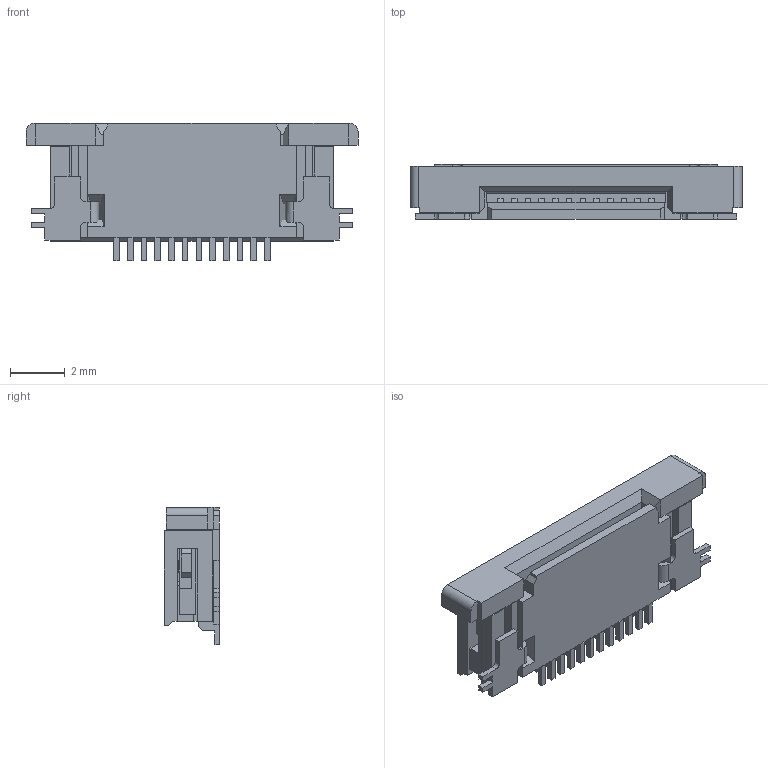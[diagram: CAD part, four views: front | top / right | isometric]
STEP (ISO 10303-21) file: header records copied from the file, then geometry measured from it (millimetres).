
FILE_DESCRIPTION(('STEP AP214'),'1');
FILE_NAME('52746-1271.stp','2020-08-31T19:19:20',('TraceParts'),('TraceParts S.A.'),'Spatial InterOp 3D',' ',' ');
FILE_SCHEMA(('AUTOMOTIVE_DESIGN { 1 0 10303 214 1 1 1 1 }'));
Length unit declared in the file: millimetre
Products named in the file (1): 52746-1271_1
Bounding box: 12.1 x 2.02 x 5 mm (x, y, z)
Volume: 72.1 mm3; surface area: 293.7 mm2
Topology: 1 solids, 3 shells, 479 faces, 1440 edges, 1028 vertices
Faces by surface type: plane 427, cylinder 52
Entity records: 15906 total; most frequent: CARTESIAN_POINT 2853, ORIENTED_EDGE 2760, DIRECTION 2500, EDGE_CURVE 1380, LINE 1326, VECTOR 1326, VERTEX_POINT 908, AXIS2_PLACEMENT_3D 587
